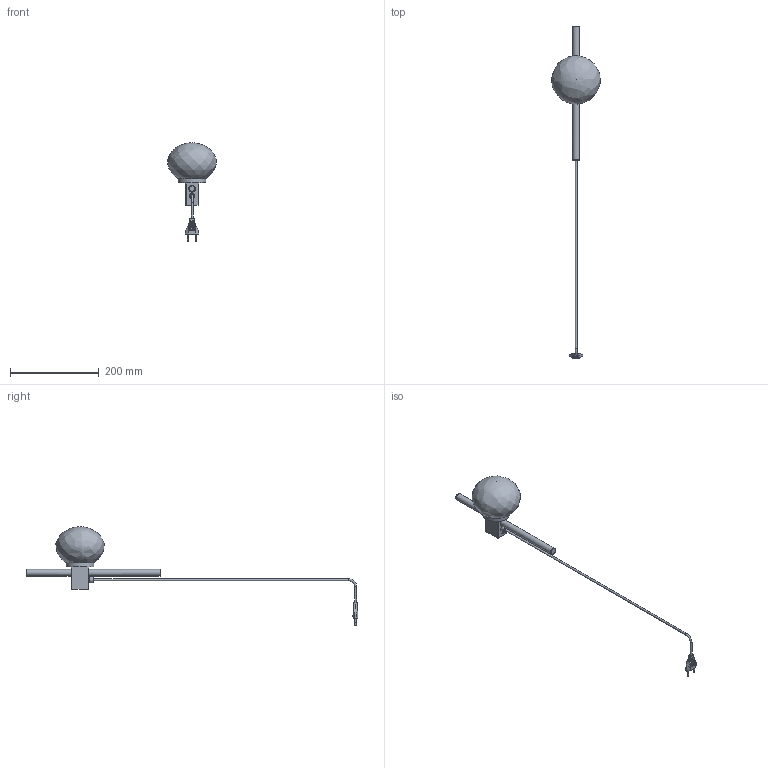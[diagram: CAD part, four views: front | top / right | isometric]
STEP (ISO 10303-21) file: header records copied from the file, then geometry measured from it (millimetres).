
FILE_DESCRIPTION (( 'STEP AP214' ), '1' );
FILE_NAME ('Ovoid_wall_single_v0.3.STEP', '2024-05-08T09:53:40', ( '' ), ( '' ), 'SwSTEP 2.0', 'SolidWorks 2017', '' );
FILE_SCHEMA (( 'AUTOMOTIVE_DESIGN' ));
Length unit declared in the file: millimetre
Products named in the file (12): Pond_shade_cover_v0.2_V0.3; Pond_glass_shade_v0.2_V0.2; Pond_frame_assembly_v0.2_Wall_single_basic; Metal_strain_relief_m10x1 (From Pond)_Steel_v1.0; Pond_wall_tube_v0.1_Wall tube single V1.1; socket set screw cup point_din_DIN 916 - M4 x 6-N; Pond_wall_square_tube_Wall mount with hole; Pond_frame_weld_on_end_cap; M6x6 set screw_Plastic black; Ovoid_Shade_Assembly_V0.1_Basic_version; EU_Plug_25A_250V_Pond plug; Ovoid_wall_single_v0.3
Assembly tree (13 placements, depth 3):
  Ovoid_wall_single_v0.3
    Pond_frame_assembly_v0.2_Wall_single_basic
      Pond_wall_square_tube_Wall mount with hole
      Pond_wall_tube_v0.1_Wall tube single V1.1
      Pond_frame_weld_on_end_cap  x2
      Pond_shade_cover_v0.2_V0.3
    Ovoid_Shade_Assembly_V0.1_Basic_version
      Pond_glass_shade_v0.2_V0.2
    M6x6 set screw_Plastic black
    socket set screw cup point_din_DIN 916 - M4 x 6-N  x2
    EU_Plug_25A_250V_Pond plug
    Metal_strain_relief_m10x1 (From Pond)_Steel_v1.0
Bounding box: 109.47 x 747 x 221.47 mm (x, y, z)
Volume: 91611.4 mm3; surface area: 125813.5 mm2
Topology: 12 solids, 12 shells, 377 faces, 992 edges, 659 vertices
Faces by surface type: plane 249, bspline 62, cylinder 51, cone 11, torus 4
Full cylindrical faces by diameter (mm): 1 x1, 2.5 x2, 2.7 x3, 3.3 x2, 3.4 x2, 3.5 x2, 4 x2, 4.5 x2, 5 x2, 6 x1, 7 x1, 8 x1, 9 x1, 10.2 x1, 13 x2, 15 x3, 15.15 x2, 30 x1, 60 x1, 62 x1
Entity records: 23092 total; most frequent: CARTESIAN_POINT 13281, ORIENTED_EDGE 1766, DIRECTION 1454, EDGE_CURVE 883, VERTEX_POINT 613, VECTOR 592, LINE 592, EDGE_LOOP 478
